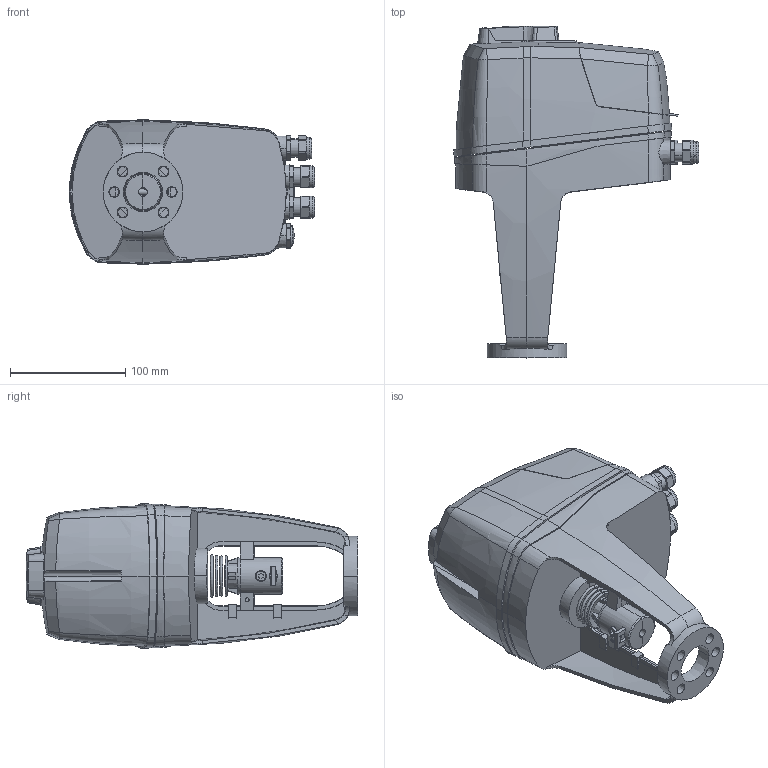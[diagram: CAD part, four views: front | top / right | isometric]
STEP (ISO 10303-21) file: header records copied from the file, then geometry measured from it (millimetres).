
FILE_DESCRIPTION (( 'STEP AP203' ), '1' );
FILE_NAME ('Pogon TA-SLIDER 750,1250 Plus.step', '2017-03-15T10:40:04', ( '' ), ( '' ), 'SwSTEP 2.0', 'SolidWorks 2015', '' );
FILE_SCHEMA (( 'CONFIG_CONTROL_DESIGN' ));
Length unit declared in the file: millimetre
Products named in the file (1): Pogon TA-SLIDER 750,1250 Plus
Bounding box: 212.32 x 287.48 x 124.86 mm (x, y, z)
Surface area: 228387.4 mm2 (no closed solid volume)
Topology: 0 solids, 27 shells, 554 faces, 1747 edges, 1205 vertices
Faces by surface type: plane 210, cylinder 122, cone 102, torus 64, bspline 54, sphere 2
Entity records: 23152 total; most frequent: CARTESIAN_POINT 8590, ORIENTED_EDGE 3001, DIRECTION 2806, EDGE_CURVE 1747, VERTEX_POINT 1205, AXIS2_PLACEMENT_3D 1047, VECTOR 712, LINE 712
